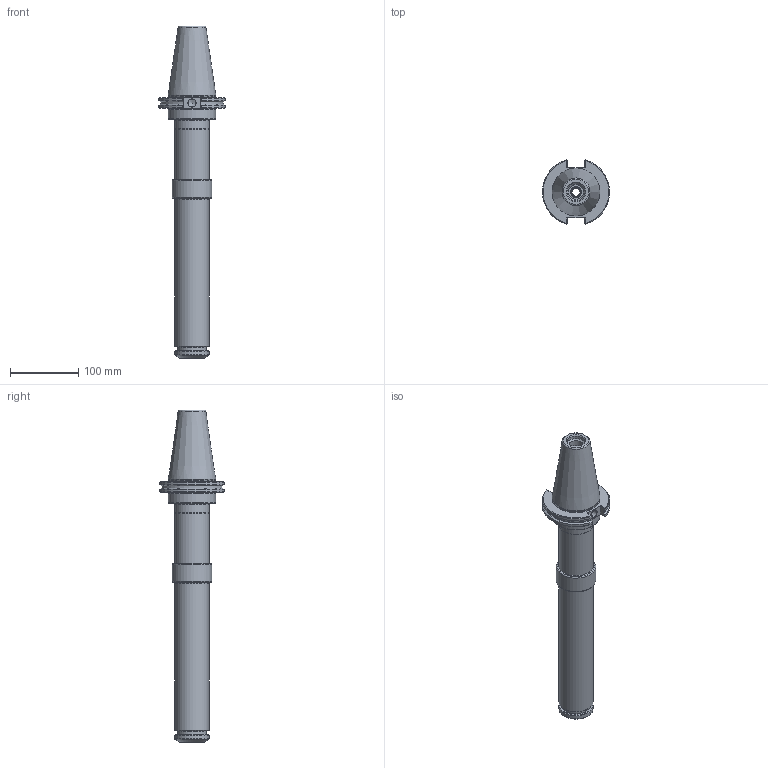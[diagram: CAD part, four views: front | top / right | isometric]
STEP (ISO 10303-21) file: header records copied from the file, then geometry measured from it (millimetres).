
FILE_DESCRIPTION(/* description */ (''),/* implementation_level */ '2;1');
FILE_NAME(/* name */ '885378221.stp',/* time_stamp */ '2023-03-15T12:18:10',/* author */ ('Ratnasingam Jekanthan'),/* organization */ ('REGO-FIX'),/* preprocessor_version */ ' Unknown',/* originating_system */ 'SIEMENS PLM Software Solid Edge ST10',/* authorization */ 'Unknown');
FILE_SCHEMA (('AUTOMOTIVE_DESIGN { 1 0 10303 214 2 1 1}'));
Length unit declared in the file: millimetre
Products named in the file (1): NOCUT
Bounding box: 98.08 x 94.39 x 486 mm (x, y, z)
Volume: 959114.5 mm3; surface area: 137500.8 mm2
Topology: 1 solids, 2 shells, 164 faces, 398 edges, 248 vertices
Faces by surface type: plane 45, cylinder 44, cone 38, torus 29, bspline 8
Full cylindrical faces by diameter (mm): 11.7 x1, 12 x1, 14 x1, 21.963 x3, 26.4 x1, 30.5 x1, 31.6 x1, 33 x2, 42 x2, 50 x5, 50.5 x1, 52.6 x1, 53 x1, 53.376 x1, 55 x1, 58 x1, 69.85 x1
Entity records: 5563 total; most frequent: CARTESIAN_POINT 1074, DIRECTION 677, ORIENTED_EDGE 586, AXIS2_PLACEMENT_3D 300, EDGE_CURVE 293, FACE_BOUND 264, EDGE_LOOP 263, VERTEX_POINT 225
